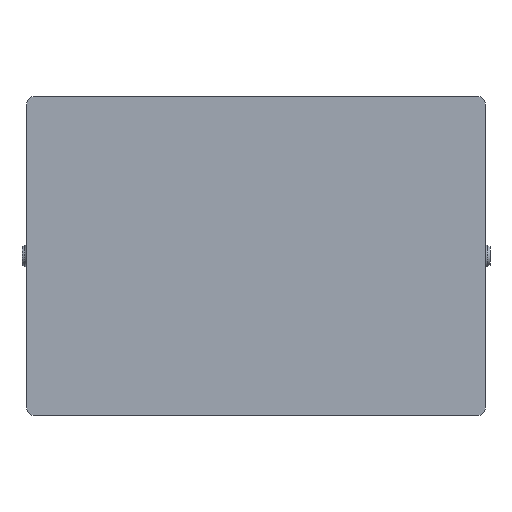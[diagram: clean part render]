
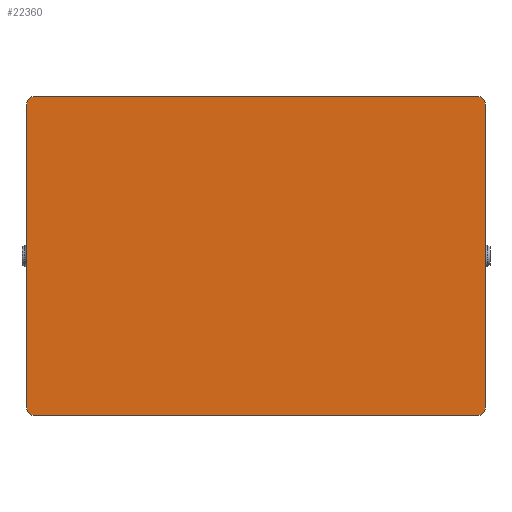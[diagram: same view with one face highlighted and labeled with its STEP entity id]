
A CAD part, top view. The second image highlights one B-rep face of the part: STEP entity #22360.
In plain terms, the highlighted planar face has unit normal (0, 0, 1).
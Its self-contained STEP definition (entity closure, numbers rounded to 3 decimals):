
#2033=PLANE('',#24706);
#3202=FACE_OUTER_BOUND('',#4863,.T.);
#4863=EDGE_LOOP('',(#20725,#20726,#20727,#20728,#20729,#20730,#20731,#20732));
#6810=LINE('',#39495,#8768);
#6811=LINE('',#39499,#8769);
#6812=LINE('',#39503,#8770);
#6813=LINE('',#39507,#8771);
#8768=VECTOR('',#31002,10.);
#8769=VECTOR('',#31005,10.);
#8770=VECTOR('',#31008,10.);
#8771=VECTOR('',#31011,10.);
#9789=CIRCLE('',#24707,2.5);
#9790=CIRCLE('',#24708,2.5);
#9791=CIRCLE('',#24709,2.5);
#9792=CIRCLE('',#24710,2.5);
#11712=VERTEX_POINT('',#39493);
#11713=VERTEX_POINT('',#39494);
#11714=VERTEX_POINT('',#39496);
#11715=VERTEX_POINT('',#39498);
#11716=VERTEX_POINT('',#39500);
#11717=VERTEX_POINT('',#39502);
#11718=VERTEX_POINT('',#39504);
#11719=VERTEX_POINT('',#39506);
#14725=EDGE_CURVE('',#11712,#11713,#6810,.T.);
#14726=EDGE_CURVE('',#11713,#11714,#9789,.T.);
#14727=EDGE_CURVE('',#11714,#11715,#6811,.T.);
#14728=EDGE_CURVE('',#11715,#11716,#9790,.T.);
#14729=EDGE_CURVE('',#11716,#11717,#6812,.T.);
#14730=EDGE_CURVE('',#11717,#11718,#9791,.T.);
#14731=EDGE_CURVE('',#11718,#11719,#6813,.T.);
#14732=EDGE_CURVE('',#11719,#11712,#9792,.T.);
#20725=ORIENTED_EDGE('',*,*,#14725,.T.);
#20726=ORIENTED_EDGE('',*,*,#14726,.T.);
#20727=ORIENTED_EDGE('',*,*,#14727,.T.);
#20728=ORIENTED_EDGE('',*,*,#14728,.T.);
#20729=ORIENTED_EDGE('',*,*,#14729,.T.);
#20730=ORIENTED_EDGE('',*,*,#14730,.T.);
#20731=ORIENTED_EDGE('',*,*,#14731,.T.);
#20732=ORIENTED_EDGE('',*,*,#14732,.T.);
#22360=ADVANCED_FACE('',(#3202),#2033,.T.);
#24706=AXIS2_PLACEMENT_3D('',#39492,#31000,#31001);
#24707=AXIS2_PLACEMENT_3D('',#39497,#31003,#31004);
#24708=AXIS2_PLACEMENT_3D('',#39501,#31006,#31007);
#24709=AXIS2_PLACEMENT_3D('',#39505,#31009,#31010);
#24710=AXIS2_PLACEMENT_3D('',#39508,#31012,#31013);
#31000=DIRECTION('center_axis',(0.,0.,1.));
#31001=DIRECTION('ref_axis',(-1.,0.,0.));
#31002=DIRECTION('',(-1.,0.,0.));
#31003=DIRECTION('center_axis',(0.,0.,1.));
#31004=DIRECTION('ref_axis',(0.,1.,0.));
#31005=DIRECTION('',(0.,-1.,0.));
#31006=DIRECTION('center_axis',(0.,0.,1.));
#31007=DIRECTION('ref_axis',(-1.,0.,0.));
#31008=DIRECTION('',(1.,0.,0.));
#31009=DIRECTION('center_axis',(0.,0.,1.));
#31010=DIRECTION('ref_axis',(0.,-1.,0.));
#31011=DIRECTION('',(0.,1.,0.));
#31012=DIRECTION('center_axis',(0.,0.,1.));
#31013=DIRECTION('ref_axis',(1.,0.,0.));
#39492=CARTESIAN_POINT('Origin',(70.,-47.5,30.));
#39493=CARTESIAN_POINT('',(141.5,4.,30.));
#39494=CARTESIAN_POINT('',(-1.5,4.,30.));
#39495=CARTESIAN_POINT('',(141.5,4.,30.));
#39496=CARTESIAN_POINT('',(-4.,1.5,30.));
#39497=CARTESIAN_POINT('Origin',(-1.5,1.5,30.));
#39498=CARTESIAN_POINT('',(-4.,-96.5,30.));
#39499=CARTESIAN_POINT('',(-4.,1.5,30.));
#39500=CARTESIAN_POINT('',(-1.5,-99.,30.));
#39501=CARTESIAN_POINT('Origin',(-1.5,-96.5,30.));
#39502=CARTESIAN_POINT('',(141.5,-99.,30.));
#39503=CARTESIAN_POINT('',(-1.5,-99.,30.));
#39504=CARTESIAN_POINT('',(144.,-96.5,30.));
#39505=CARTESIAN_POINT('Origin',(141.5,-96.5,30.));
#39506=CARTESIAN_POINT('',(144.,1.5,30.));
#39507=CARTESIAN_POINT('',(144.,-96.5,30.));
#39508=CARTESIAN_POINT('Origin',(141.5,1.5,30.));
